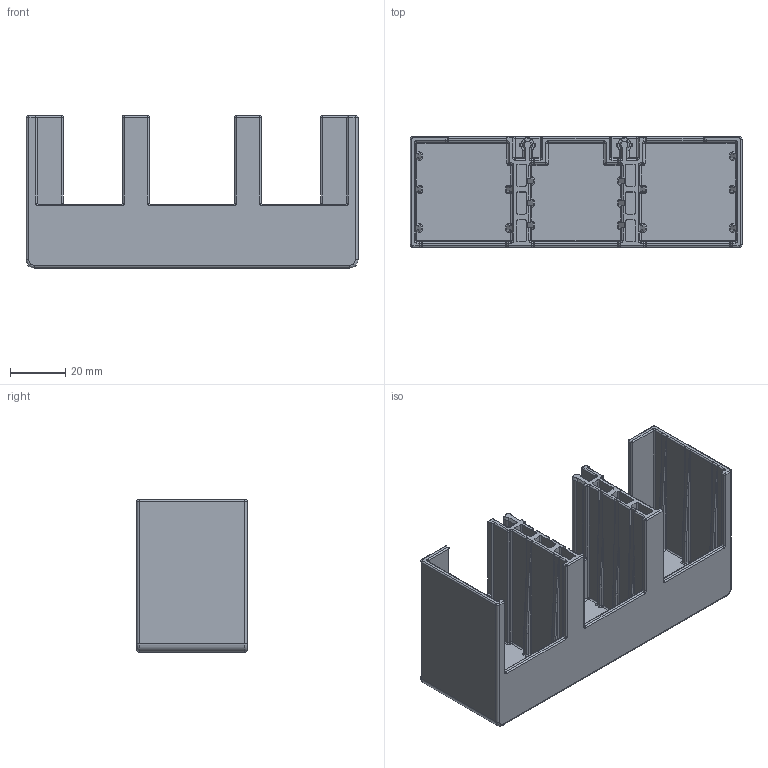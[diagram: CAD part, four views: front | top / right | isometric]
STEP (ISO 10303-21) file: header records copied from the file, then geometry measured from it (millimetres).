
FILE_DESCRIPTION((''),'2;1');
FILE_NAME('8300057800','2025-07-10T',('yunfei.yang'),(''),'PRO/ENGINEER BY PARAMETRIC TECHNOLOGY CORPORATION, 2017170','PRO/ENGINEER BY PARAMETRIC TECHNOLOGY CORPORATION, 2017170','');
FILE_SCHEMA(('CONFIG_CONTROL_DESIGN'));
Length unit declared in the file: millimetre
Products named in the file (1): 8300057800
Bounding box: 120 x 40 x 55 mm (x, y, z)
Volume: 59569.7 mm3; surface area: 46972.2 mm2
Topology: 1 solids, 1 shells, 856 faces, 1965 edges, 1117 vertices
Faces by surface type: cylinder 402, plane 200, sphere 106, torus 104, bspline 40, cone 4
Entity records: 35611 total; most frequent: CARTESIAN_POINT 16284, DIRECTION 4296, ORIENTED_EDGE 3930, EDGE_CURVE 1965, AXIS2_PLACEMENT_3D 1684, VERTEX_POINT 1117, VECTOR 928, LINE 928
